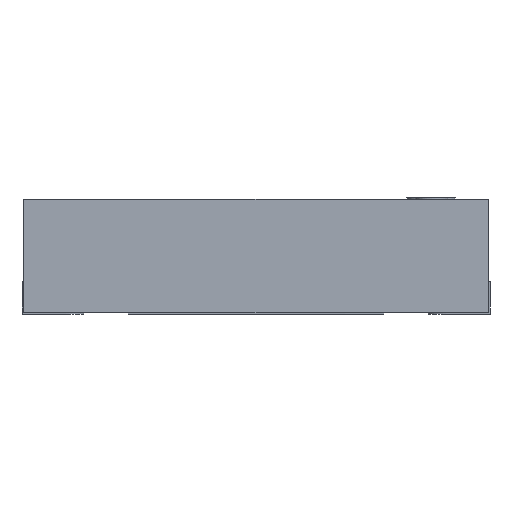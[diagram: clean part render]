
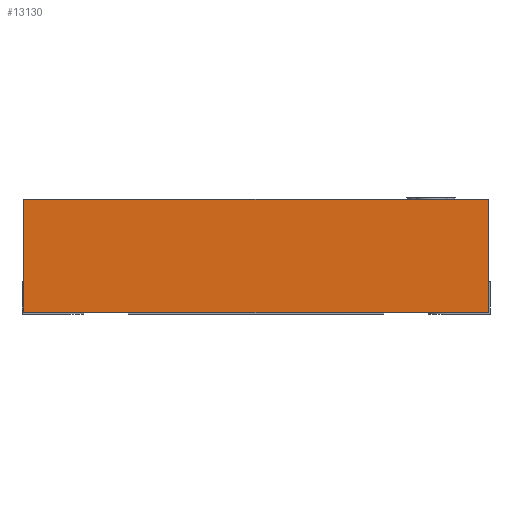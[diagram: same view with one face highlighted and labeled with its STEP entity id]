
A CAD part, left-side view. The second image highlights one B-rep face of the part: STEP entity #13130.
In plain terms, the highlighted planar face has unit normal (-1, 0, 0).
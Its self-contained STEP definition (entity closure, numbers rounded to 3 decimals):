
#312 = EDGE_CURVE ( 'NONE', #1880, #4121, #13354, .T. ) ;
#1720 = CARTESIAN_POINT ( 'NONE',  ( -1.5, -1.5, 0.73 ) ) ;
#1880 = VERTEX_POINT ( 'NONE', #3515 ) ;
#2117 = CARTESIAN_POINT ( 'NONE',  ( -1.5, -1.5, 0. ) ) ;
#2313 = EDGE_CURVE ( 'NONE', #12060, #1880, #10396, .T. ) ;
#2634 = VERTEX_POINT ( 'NONE', #15689 ) ;
#2723 = VECTOR ( 'NONE', #5665, 1000. ) ;
#3494 = FACE_OUTER_BOUND ( 'NONE', #10138, .T. ) ;
#3515 = CARTESIAN_POINT ( 'NONE',  ( -1.5, 1.5, 0. ) ) ;
#3570 = CARTESIAN_POINT ( 'NONE',  ( -1.5, -1.5, 0.73 ) ) ;
#4121 = VERTEX_POINT ( 'NONE', #12361 ) ;
#4303 = LINE ( 'NONE', #1720, #11511 ) ;
#4938 = CARTESIAN_POINT ( 'NONE',  ( -1.5, 1.5, 0.73 ) ) ;
#5665 = DIRECTION ( 'NONE',  ( 0., 0., -1. ) ) ;
#5737 = ORIENTED_EDGE ( 'NONE', *, *, #312, .T. ) ;
#5954 = ORIENTED_EDGE ( 'NONE', *, *, #9911, .F. ) ;
#7046 = DIRECTION ( 'NONE',  ( 0., 0., -1. ) ) ;
#7091 = DIRECTION ( 'NONE',  ( 0., -1., 0. ) ) ;
#7791 = VECTOR ( 'NONE', #7091, 1000. ) ;
#8217 = EDGE_CURVE ( 'NONE', #2634, #4121, #9206, .T. ) ;
#9206 = LINE ( 'NONE', #12003, #2723 ) ;
#9506 = DIRECTION ( 'NONE',  ( 1., 0., 0. ) ) ;
#9911 = EDGE_CURVE ( 'NONE', #12060, #2634, #4303, .T. ) ;
#10138 = EDGE_LOOP ( 'NONE', ( #5737, #15235, #5954, #14232 ) ) ;
#10396 = LINE ( 'NONE', #13443, #12510 ) ;
#10881 = AXIS2_PLACEMENT_3D ( 'NONE', #3570, #9506, #7046 ) ;
#11511 = VECTOR ( 'NONE', #13119, 1000. ) ;
#12003 = CARTESIAN_POINT ( 'NONE',  ( -1.5, -1.5, 0.73 ) ) ;
#12060 = VERTEX_POINT ( 'NONE', #4938 ) ;
#12361 = CARTESIAN_POINT ( 'NONE',  ( -1.5, -1.5, 0. ) ) ;
#12510 = VECTOR ( 'NONE', #15911, 1000. ) ;
#13119 = DIRECTION ( 'NONE',  ( 0., -1., 0. ) ) ;
#13130 = ADVANCED_FACE ( 'NONE', ( #3494 ), #15925, .F. ) ;
#13354 = LINE ( 'NONE', #2117, #7791 ) ;
#13443 = CARTESIAN_POINT ( 'NONE',  ( -1.5, 1.5, 0.73 ) ) ;
#14232 = ORIENTED_EDGE ( 'NONE', *, *, #2313, .T. ) ;
#15235 = ORIENTED_EDGE ( 'NONE', *, *, #8217, .F. ) ;
#15689 = CARTESIAN_POINT ( 'NONE',  ( -1.5, -1.5, 0.73 ) ) ;
#15911 = DIRECTION ( 'NONE',  ( 0., 0., -1. ) ) ;
#15925 = PLANE ( 'NONE',  #10881 ) ;
